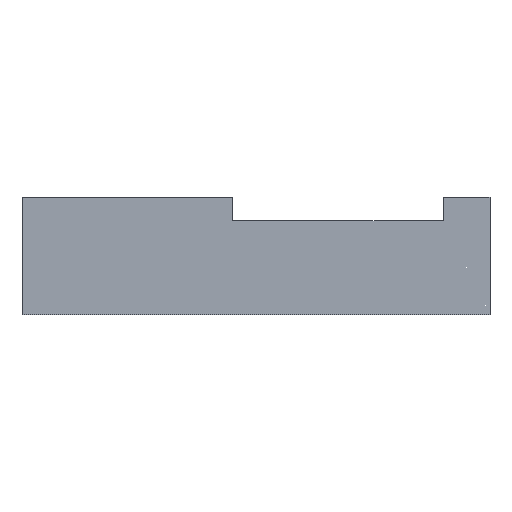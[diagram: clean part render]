
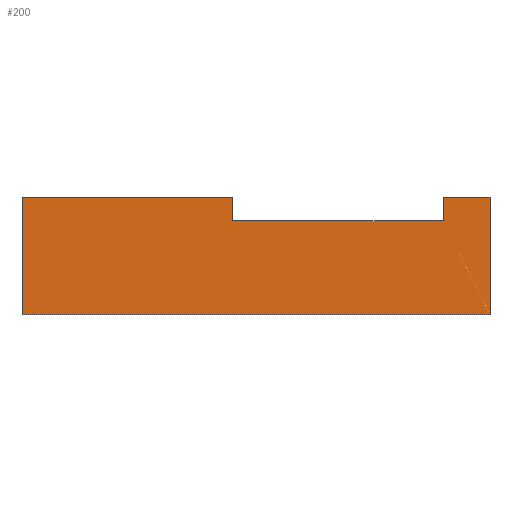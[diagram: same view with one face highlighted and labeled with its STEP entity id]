
A CAD part, front view. The second image highlights one B-rep face of the part: STEP entity #200.
In plain terms, the highlighted planar face has unit normal (0, -1, 0).
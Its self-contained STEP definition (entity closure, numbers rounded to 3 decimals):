
#72=CARTESIAN_POINT('',(35.,-25.,5.));
#73=VERTEX_POINT('',#72);
#74=CARTESIAN_POINT('',(26.,-25.,5.));
#75=VERTEX_POINT('',#74);
#76=CARTESIAN_POINT('',(35.,-25.,5.));
#77=DIRECTION('',(-1.,0.,0.));
#78=VECTOR('',#77,9.);
#79=LINE('',#76,#78);
#80=EDGE_CURVE('',#73,#75,#79,.T.);
#122=CARTESIAN_POINT('',(44.,-25.,5.));
#123=VERTEX_POINT('',#122);
#130=CARTESIAN_POINT('',(46.,-25.,5.));
#131=VERTEX_POINT('',#130);
#132=CARTESIAN_POINT('',(46.,-25.,5.));
#133=DIRECTION('',(-1.,0.,0.));
#134=VECTOR('',#133,2.);
#135=LINE('',#132,#134);
#136=EDGE_CURVE('',#131,#123,#135,.T.);
#147=CARTESIAN_POINT('',(45.,-25.,5.));
#148=DIRECTION('',(0.,-1.,0.));
#149=DIRECTION('',(0.,0.,-1.));
#150=AXIS2_PLACEMENT_3D('',#147,#148,#149);
#151=PLANE('',#150);
#152=CARTESIAN_POINT('',(44.,-25.,4.));
#153=VERTEX_POINT('',#152);
#154=CARTESIAN_POINT('',(35.,-25.,4.));
#155=VERTEX_POINT('',#154);
#156=CARTESIAN_POINT('',(44.,-25.,4.));
#157=DIRECTION('',(-1.,0.,0.));
#158=VECTOR('',#157,9.);
#159=LINE('',#156,#158);
#160=EDGE_CURVE('',#153,#155,#159,.T.);
#161=ORIENTED_EDGE('',*,*,#160,.T.);
#162=CARTESIAN_POINT('',(35.,-25.,4.));
#163=DIRECTION('',(0.,0.,1.));
#164=VECTOR('',#163,1.);
#165=LINE('',#162,#164);
#166=EDGE_CURVE('',#155,#73,#165,.T.);
#167=ORIENTED_EDGE('',*,*,#166,.T.);
#168=ORIENTED_EDGE('',*,*,#80,.T.);
#169=CARTESIAN_POINT('',(26.,-25.,0.));
#170=VERTEX_POINT('',#169);
#171=CARTESIAN_POINT('',(26.,-25.,5.));
#172=DIRECTION('',(0.,0.,-1.));
#173=VECTOR('',#172,5.);
#174=LINE('',#171,#173);
#175=EDGE_CURVE('',#75,#170,#174,.T.);
#176=ORIENTED_EDGE('',*,*,#175,.T.);
#177=CARTESIAN_POINT('',(46.,-25.,0.));
#178=VERTEX_POINT('',#177);
#179=CARTESIAN_POINT('',(46.,-25.,0.));
#180=DIRECTION('',(-1.,0.,0.));
#181=VECTOR('',#180,20.);
#182=LINE('',#179,#181);
#183=EDGE_CURVE('',#178,#170,#182,.T.);
#184=ORIENTED_EDGE('',*,*,#183,.F.);
#185=CARTESIAN_POINT('',(46.,-25.,5.));
#186=DIRECTION('',(0.,0.,-1.));
#187=VECTOR('',#186,5.);
#188=LINE('',#185,#187);
#189=EDGE_CURVE('',#131,#178,#188,.T.);
#190=ORIENTED_EDGE('',*,*,#189,.F.);
#191=ORIENTED_EDGE('',*,*,#136,.T.);
#192=CARTESIAN_POINT('',(44.,-25.,4.));
#193=DIRECTION('',(0.,0.,1.));
#194=VECTOR('',#193,1.);
#195=LINE('',#192,#194);
#196=EDGE_CURVE('',#153,#123,#195,.T.);
#197=ORIENTED_EDGE('',*,*,#196,.F.);
#198=EDGE_LOOP('',(#161,#167,#168,#176,#184,#190,#191,#197));
#199=FACE_BOUND('',#198,.T.);
#200=ADVANCED_FACE('',(#199),#151,.T.);
